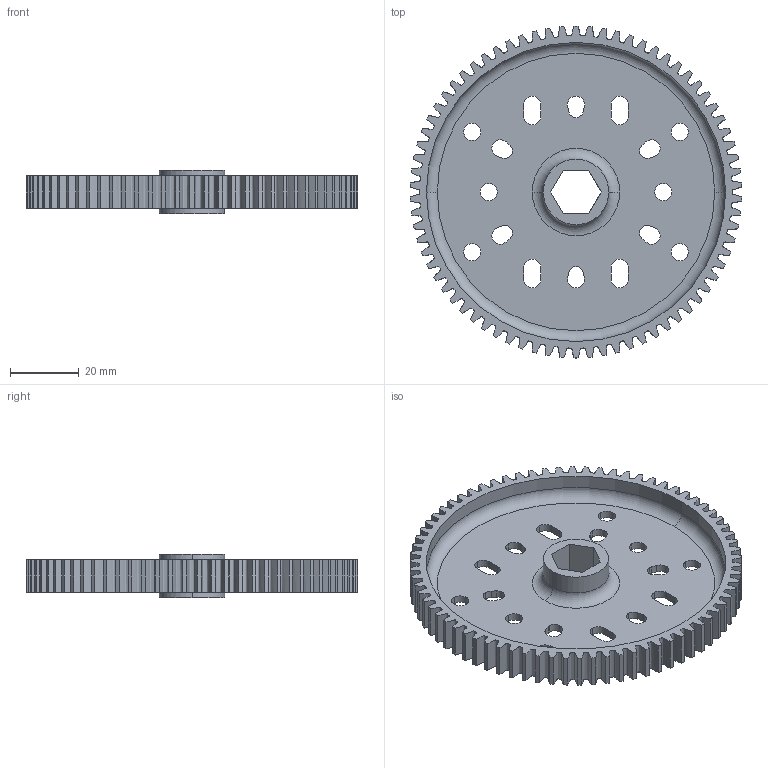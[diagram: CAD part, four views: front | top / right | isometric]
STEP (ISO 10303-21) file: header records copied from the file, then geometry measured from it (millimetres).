
FILE_DESCRIPTION (( 'STEP AP214' ), '1' );
FILE_NAME ('WCP-1434 Rev1.step', '2024-01-26T20:55:22', ( '' ), ( '' ), 'SwSTEP 2.0', 'SolidWorks 2022', '' );
FILE_SCHEMA (( 'AUTOMOTIVE_DESIGN' ));
Length unit declared in the file: inch
Products named in the file (1): WCP-1434 Rev1
Bounding box: 96.48 x 96.52 x 12.65 mm (x, y, z)
Volume: 25817.6 mm3; surface area: 21812.3 mm2
Topology: 1 solids, 1 shells, 374 faces, 1058 edges, 704 vertices
Faces by surface type: plane 144, cylinder 122, bspline 104, torus 4
Entity records: 33858 total; most frequent: CARTESIAN_POINT 24513, ORIENTED_EDGE 2116, DIRECTION 1644, EDGE_CURVE 1058, VERTEX_POINT 704, LINE 598, VECTOR 598, AXIS2_PLACEMENT_3D 523
